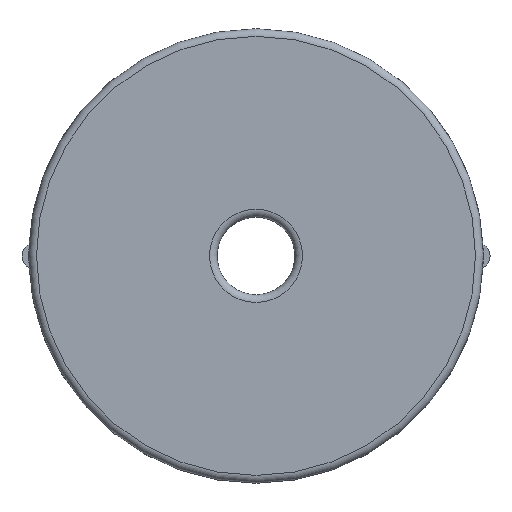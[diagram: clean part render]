
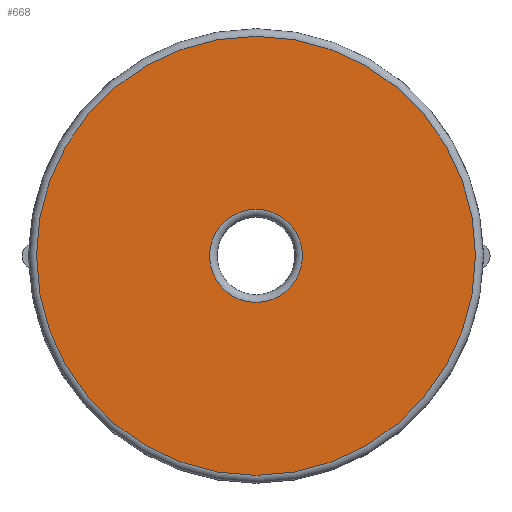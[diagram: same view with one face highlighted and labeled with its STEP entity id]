
A CAD part, top view. The second image highlights one B-rep face of the part: STEP entity #668.
In plain terms, the highlighted planar face has unit normal (0, 0, 1).
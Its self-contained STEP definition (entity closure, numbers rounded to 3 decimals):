
#13=DIRECTION('',(0.,0.,1.));
#27=DIRECTION('',(1.,0.,0.));
#30=DIRECTION('',(0.,0.,-1.));
#31=DIRECTION('',(-1.,0.,0.));
#635=VERTEX_POINT('',#636);
#636=CARTESIAN_POINT('',(28.9,0.,10.6));
#642=ORIENTED_EDGE('',*,*,#643,.F.);
#643=EDGE_CURVE('',#635,#635,#644,.T.);
#644=CIRCLE('',#645,14.4);
#645=AXIS2_PLACEMENT_3D('',#646,#13,#27);
#646=CARTESIAN_POINT('',(14.5,0.,10.6));
#668=ADVANCED_FACE('',(#669,#676),#678,.F.);
#669=FACE_BOUND('',#670,.F.);
#670=EDGE_LOOP('',(#671));
#671=ORIENTED_EDGE('',*,*,#672,.T.);
#672=EDGE_CURVE('',#673,#673,#675,.T.);
#673=VERTEX_POINT('',#674);
#674=CARTESIAN_POINT('',(17.55,0.,10.6));
#675=CIRCLE('',#645,3.05);
#676=FACE_BOUND('',#677,.F.);
#677=EDGE_LOOP('',(#642));
#678=PLANE('',#679);
#679=AXIS2_PLACEMENT_3D('',#680,#30,#31);
#680=CARTESIAN_POINT('',(29.4,0.,10.6));
